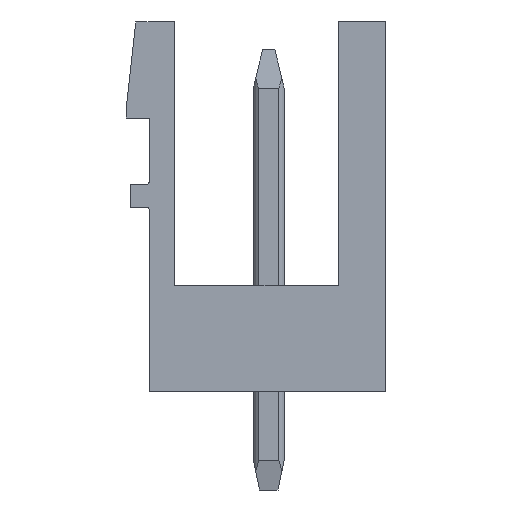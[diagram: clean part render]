
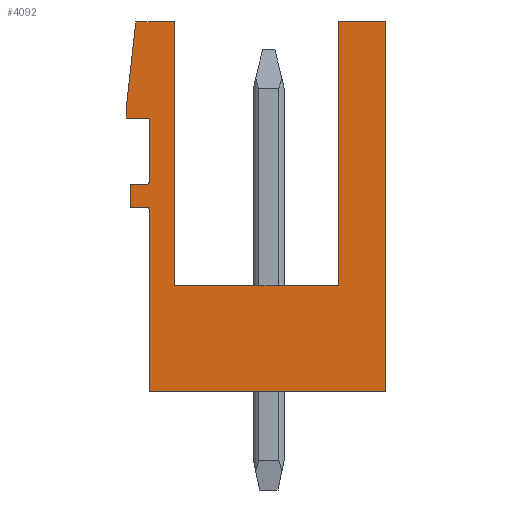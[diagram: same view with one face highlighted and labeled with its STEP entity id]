
A CAD part, left-side view. The second image highlights one B-rep face of the part: STEP entity #4092.
In plain terms, the highlighted planar face has unit normal (-1, 0, 0).
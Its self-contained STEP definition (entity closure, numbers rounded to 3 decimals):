
#2674=AXIS2_PLACEMENT_3D('Circle Axis2P3D',#2672,#2673,$) ;
#2798=AXIS2_PLACEMENT_3D('Circle Axis2P3D',#2796,#2797,$) ;
#4047=AXIS2_PLACEMENT_3D('Plane Axis2P3D',#4044,#4045,#4046) ;
#49=CARTESIAN_POINT('Vertex',(0.,0.,15.2)) ;
#52=CARTESIAN_POINT('Line Origine',(0.,0.,9.2)) ;
#56=CARTESIAN_POINT('Vertex',(0.,0.,3.2)) ;
#89=CARTESIAN_POINT('Vertex',(0.,8.12,15.2)) ;
#92=CARTESIAN_POINT('Line Origine',(0.,7.49,15.2)) ;
#96=CARTESIAN_POINT('Vertex',(0.,6.86,15.2)) ;
#1399=CARTESIAN_POINT('Line Origine',(0.,0.77,15.2)) ;
#1403=CARTESIAN_POINT('Vertex',(0.,1.54,15.2)) ;
#1867=CARTESIAN_POINT('Vertex',(0.,8.43,12.08)) ;
#1870=CARTESIAN_POINT('Line Origine',(0.,8.43,12.24)) ;
#1874=CARTESIAN_POINT('Vertex',(0.,8.43,12.4)) ;
#2157=CARTESIAN_POINT('Vertex',(0.,7.68,12.08)) ;
#2160=CARTESIAN_POINT('Line Origine',(0.,8.055,12.08)) ;
#2547=CARTESIAN_POINT('Vertex',(0.,7.68,10.03)) ;
#2550=CARTESIAN_POINT('Line Origine',(0.,7.68,11.055)) ;
#2669=CARTESIAN_POINT('Vertex',(0.,7.78,9.93)) ;
#2672=CARTESIAN_POINT('Axis2P3D Location',(0.,7.78,10.03)) ;
#2700=CARTESIAN_POINT('Vertex',(0.,8.3,9.93)) ;
#2703=CARTESIAN_POINT('Line Origine',(0.,8.04,9.93)) ;
#2731=CARTESIAN_POINT('Vertex',(0.,8.3,9.18)) ;
#2734=CARTESIAN_POINT('Line Origine',(0.,8.3,9.555)) ;
#2762=CARTESIAN_POINT('Vertex',(0.,7.78,9.18)) ;
#2765=CARTESIAN_POINT('Line Origine',(0.,8.04,9.18)) ;
#2793=CARTESIAN_POINT('Vertex',(0.,7.68,9.08)) ;
#2796=CARTESIAN_POINT('Axis2P3D Location',(0.,7.78,9.08)) ;
#2819=CARTESIAN_POINT('Vertex',(0.,7.68,3.2)) ;
#2822=CARTESIAN_POINT('Line Origine',(0.,7.68,6.14)) ;
#2844=CARTESIAN_POINT('Line Origine',(0.,3.84,3.2)) ;
#4044=CARTESIAN_POINT('Axis2P3D Location',(0.,0.,0.)) ;
#4049=CARTESIAN_POINT('Line Origine',(0.,8.275,13.8)) ;
#4054=CARTESIAN_POINT('Line Origine',(0.,1.54,10.925)) ;
#4058=CARTESIAN_POINT('Vertex',(0.,1.54,6.65)) ;
#4061=CARTESIAN_POINT('Line Origine',(0.,4.2,6.65)) ;
#4065=CARTESIAN_POINT('Vertex',(0.,6.86,6.65)) ;
#4068=CARTESIAN_POINT('Line Origine',(0.,6.86,10.925)) ;
#53=DIRECTION('Vector Direction',(0.,0.,1.)) ;
#93=DIRECTION('Vector Direction',(0.,-1.,0.)) ;
#1400=DIRECTION('Vector Direction',(0.,-1.,0.)) ;
#1871=DIRECTION('Vector Direction',(0.,0.,1.)) ;
#2161=DIRECTION('Vector Direction',(0.,1.,0.)) ;
#2551=DIRECTION('Vector Direction',(0.,0.,1.)) ;
#2673=DIRECTION('Axis2P3D Direction',(-1.,0.,0.)) ;
#2704=DIRECTION('Vector Direction',(0.,-1.,0.)) ;
#2735=DIRECTION('Vector Direction',(0.,0.,1.)) ;
#2766=DIRECTION('Vector Direction',(0.,1.,0.)) ;
#2797=DIRECTION('Axis2P3D Direction',(-1.,0.,0.)) ;
#2823=DIRECTION('Vector Direction',(0.,0.,-1.)) ;
#2845=DIRECTION('Vector Direction',(0.,1.,0.)) ;
#4045=DIRECTION('Axis2P3D Direction',(-1.,0.,0.)) ;
#4046=DIRECTION('Axis2P3D XDirection',(0.,0.,1.)) ;
#4050=DIRECTION('Vector Direction',(0.,-0.11,0.994)) ;
#4055=DIRECTION('Vector Direction',(0.,0.,-1.)) ;
#4062=DIRECTION('Vector Direction',(0.,-1.,0.)) ;
#4069=DIRECTION('Vector Direction',(0.,0.,-1.)) ;
#54=VECTOR('Line Direction',#53,1.) ;
#94=VECTOR('Line Direction',#93,1.) ;
#1401=VECTOR('Line Direction',#1400,1.) ;
#1872=VECTOR('Line Direction',#1871,1.) ;
#2162=VECTOR('Line Direction',#2161,1.) ;
#2552=VECTOR('Line Direction',#2551,1.) ;
#2705=VECTOR('Line Direction',#2704,1.) ;
#2736=VECTOR('Line Direction',#2735,1.) ;
#2767=VECTOR('Line Direction',#2766,1.) ;
#2824=VECTOR('Line Direction',#2823,1.) ;
#2846=VECTOR('Line Direction',#2845,1.) ;
#4051=VECTOR('Line Direction',#4050,1.) ;
#4056=VECTOR('Line Direction',#4055,1.) ;
#4063=VECTOR('Line Direction',#4062,1.) ;
#4070=VECTOR('Line Direction',#4069,1.) ;
#4074=ORIENTED_EDGE('',*,*,#98,.T.) ;
#4075=ORIENTED_EDGE('',*,*,#4053,.F.) ;
#4076=ORIENTED_EDGE('',*,*,#1876,.T.) ;
#4077=ORIENTED_EDGE('',*,*,#2164,.T.) ;
#4078=ORIENTED_EDGE('',*,*,#2554,.T.) ;
#4079=ORIENTED_EDGE('',*,*,#2676,.T.) ;
#4080=ORIENTED_EDGE('',*,*,#2707,.T.) ;
#4081=ORIENTED_EDGE('',*,*,#2738,.T.) ;
#4082=ORIENTED_EDGE('',*,*,#2769,.T.) ;
#4083=ORIENTED_EDGE('',*,*,#2800,.T.) ;
#4084=ORIENTED_EDGE('',*,*,#2826,.T.) ;
#4085=ORIENTED_EDGE('',*,*,#2848,.T.) ;
#4086=ORIENTED_EDGE('',*,*,#58,.T.) ;
#4087=ORIENTED_EDGE('',*,*,#1405,.T.) ;
#4088=ORIENTED_EDGE('',*,*,#4060,.T.) ;
#4089=ORIENTED_EDGE('',*,*,#4067,.F.) ;
#4090=ORIENTED_EDGE('',*,*,#4072,.F.) ;
#4092=ADVANCED_FACE('HOUSING',(#4091),#4048,.T.) ;
#2675=CIRCLE('generated circle',#2674,0.1) ;
#2799=CIRCLE('generated circle',#2798,0.1) ;
#58=EDGE_CURVE('',#57,#50,#55,.T.) ;
#98=EDGE_CURVE('',#97,#90,#95,.F.) ;
#1405=EDGE_CURVE('',#50,#1404,#1402,.F.) ;
#1876=EDGE_CURVE('',#1875,#1868,#1873,.F.) ;
#2164=EDGE_CURVE('',#1868,#2158,#2163,.F.) ;
#2554=EDGE_CURVE('',#2158,#2548,#2553,.F.) ;
#2676=EDGE_CURVE('',#2548,#2670,#2675,.F.) ;
#2707=EDGE_CURVE('',#2670,#2701,#2706,.F.) ;
#2738=EDGE_CURVE('',#2701,#2732,#2737,.F.) ;
#2769=EDGE_CURVE('',#2732,#2763,#2768,.F.) ;
#2800=EDGE_CURVE('',#2763,#2794,#2799,.F.) ;
#2826=EDGE_CURVE('',#2794,#2820,#2825,.T.) ;
#2848=EDGE_CURVE('',#2820,#57,#2847,.F.) ;
#4053=EDGE_CURVE('',#1875,#90,#4052,.T.) ;
#4060=EDGE_CURVE('',#1404,#4059,#4057,.T.) ;
#4067=EDGE_CURVE('',#4066,#4059,#4064,.T.) ;
#4072=EDGE_CURVE('',#97,#4066,#4071,.T.) ;
#4073=EDGE_LOOP('',(#4074,#4075,#4076,#4077,#4078,#4079,#4080,#4081,#4082,#4083,#4084,#4085,#4086,#4087,#4088,#4089,#4090)) ;
#4091=FACE_OUTER_BOUND('',#4073,.T.) ;
#55=LINE('Line',#52,#54) ;
#95=LINE('Line',#92,#94) ;
#1402=LINE('Line',#1399,#1401) ;
#1873=LINE('Line',#1870,#1872) ;
#2163=LINE('Line',#2160,#2162) ;
#2553=LINE('Line',#2550,#2552) ;
#2706=LINE('Line',#2703,#2705) ;
#2737=LINE('Line',#2734,#2736) ;
#2768=LINE('Line',#2765,#2767) ;
#2825=LINE('Line',#2822,#2824) ;
#2847=LINE('Line',#2844,#2846) ;
#4052=LINE('Line',#4049,#4051) ;
#4057=LINE('Line',#4054,#4056) ;
#4064=LINE('Line',#4061,#4063) ;
#4071=LINE('Line',#4068,#4070) ;
#4048=PLANE('',#4047) ;
#50=VERTEX_POINT('',#49) ;
#57=VERTEX_POINT('',#56) ;
#90=VERTEX_POINT('',#89) ;
#97=VERTEX_POINT('',#96) ;
#1404=VERTEX_POINT('',#1403) ;
#1868=VERTEX_POINT('',#1867) ;
#1875=VERTEX_POINT('',#1874) ;
#2158=VERTEX_POINT('',#2157) ;
#2548=VERTEX_POINT('',#2547) ;
#2670=VERTEX_POINT('',#2669) ;
#2701=VERTEX_POINT('',#2700) ;
#2732=VERTEX_POINT('',#2731) ;
#2763=VERTEX_POINT('',#2762) ;
#2794=VERTEX_POINT('',#2793) ;
#2820=VERTEX_POINT('',#2819) ;
#4059=VERTEX_POINT('',#4058) ;
#4066=VERTEX_POINT('',#4065) ;
